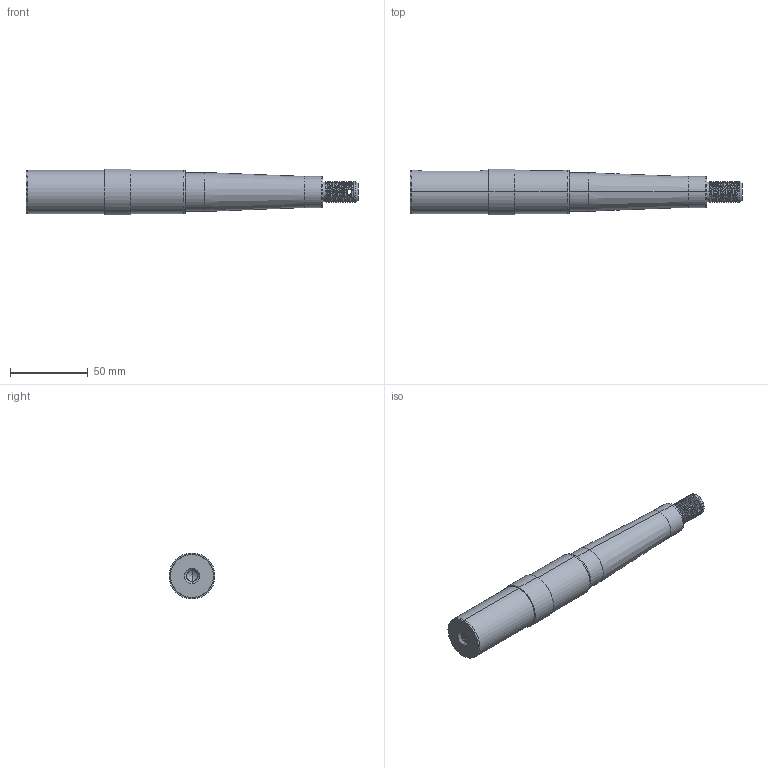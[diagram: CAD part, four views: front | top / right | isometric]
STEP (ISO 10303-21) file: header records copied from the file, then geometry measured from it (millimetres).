
FILE_DESCRIPTION (( 'STEP AP214' ), '1' );
FILE_NAME ('SpindleMotorLarge3.STEP', '2025-02-20T01:49:38', ( '' ), ( '' ), 'SwSTEP 2.0', 'SolidWorks 2023', '' );
FILE_SCHEMA (( 'AUTOMOTIVE_DESIGN' ));
Length unit declared in the file: millimetre
Products named in the file (1): SpindleMotorLarge3
Bounding box: 213.1 x 29.5 x 29.5 mm (x, y, z)
Volume: 99604.3 mm3; surface area: 19308.5 mm2
Topology: 1 solids, 1 shells, 131 faces, 353 edges, 226 vertices
Faces by surface type: cylinder 79, plane 18, bspline 18, cone 16
Entity records: 15916 total; most frequent: CARTESIAN_POINT 13137, ORIENTED_EDGE 698, DIRECTION 425, EDGE_CURVE 349, VERTEX_POINT 226, AXIS2_PLACEMENT_3D 160, EDGE_LOOP 139, ADVANCED_FACE 131
